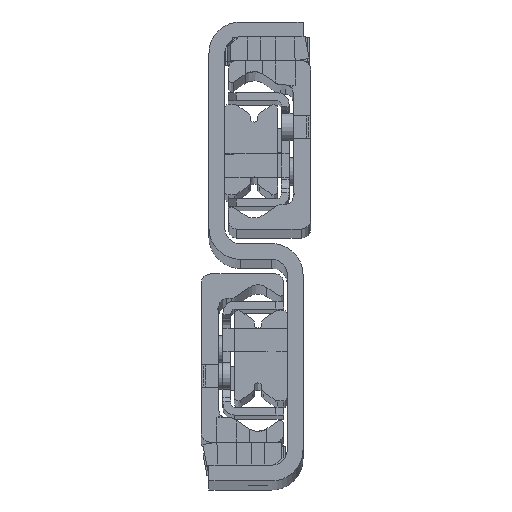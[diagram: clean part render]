
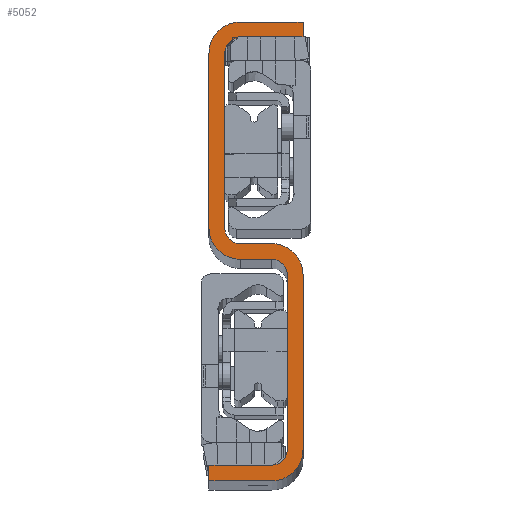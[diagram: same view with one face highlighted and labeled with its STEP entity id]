
A CAD part, top view. The second image highlights one B-rep face of the part: STEP entity #5052.
In plain terms, the highlighted planar face has unit normal (0, 0, 1).
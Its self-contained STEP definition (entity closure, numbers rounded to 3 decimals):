
#4054=CARTESIAN_POINT('',(24.,117.,1330.0));
#4055=VERTEX_POINT('',#4054);
#4056=CARTESIAN_POINT('',(24.,113.0,1330.0));
#4057=VERTEX_POINT('',#4056);
#4058=CARTESIAN_POINT('',(24.,117.,1330.0));
#4059=DIRECTION('',(0.0,-1.0,0.0));
#4060=VECTOR('',#4059,4.);
#4061=LINE('',#4058,#4060);
#4062=EDGE_CURVE('',#4055,#4057,#4061,.T.);
#4094=CARTESIAN_POINT('',(8.,113.0,1330.0));
#4095=VERTEX_POINT('',#4094);
#4096=CARTESIAN_POINT('',(24.,113.0,1330.0));
#4097=DIRECTION('',(-1.0,0.0,0.0));
#4098=VECTOR('',#4097,16.);
#4099=LINE('',#4096,#4098);
#4100=EDGE_CURVE('',#4057,#4095,#4099,.T.);
#4152=CARTESIAN_POINT('',(4.,109.,1330.0));
#4153=VERTEX_POINT('',#4152);
#4154=CARTESIAN_POINT('',(8.,109.,1330.0));
#4155=DIRECTION('',(0.0,0.0,1.0));
#4156=DIRECTION('',(0.0,-1.0,0.0));
#4157=AXIS2_PLACEMENT_3D('',#4154,#4155,#4156);
#4158=CIRCLE('',#4157,4.0);
#4159=EDGE_CURVE('',#4095,#4153,#4158,.T.);
#4185=CARTESIAN_POINT('',(4.,64.5,1330.0));
#4186=VERTEX_POINT('',#4185);
#4187=CARTESIAN_POINT('',(4.,109.,1330.0));
#4188=DIRECTION('',(0.0,-1.0,0.0));
#4189=VECTOR('',#4188,44.5);
#4190=LINE('',#4187,#4189);
#4191=EDGE_CURVE('',#4153,#4186,#4190,.T.);
#4267=CARTESIAN_POINT('',(8.,60.5,1330.0));
#4268=VERTEX_POINT('',#4267);
#4269=CARTESIAN_POINT('',(8.,64.5,1330.0));
#4270=DIRECTION('',(0.0,0.0,1.0));
#4271=DIRECTION('',(1.0,0.0,0.0));
#4272=AXIS2_PLACEMENT_3D('',#4269,#4270,#4271);
#4273=CIRCLE('',#4272,4.0);
#4274=EDGE_CURVE('',#4186,#4268,#4273,.T.);
#4300=CARTESIAN_POINT('',(16.,60.5,1330.0));
#4301=VERTEX_POINT('',#4300);
#4302=CARTESIAN_POINT('',(8.,60.5,1330.0));
#4303=DIRECTION('',(1.0,0.0,0.0));
#4304=VECTOR('',#4303,8.);
#4305=LINE('',#4302,#4304);
#4306=EDGE_CURVE('',#4268,#4301,#4305,.T.);
#4331=CARTESIAN_POINT('',(24.,52.5,1330.0));
#4332=VERTEX_POINT('',#4331);
#4333=CARTESIAN_POINT('',(16.,52.5,1330.0));
#4334=DIRECTION('',(0.0,0.0,-1.0));
#4335=DIRECTION('',(1.0,0.0,0.0));
#4336=AXIS2_PLACEMENT_3D('',#4333,#4334,#4335);
#4337=CIRCLE('',#4336,8.0);
#4338=EDGE_CURVE('',#4301,#4332,#4337,.T.);
#4364=CARTESIAN_POINT('',(24.,8.,1330.0));
#4365=VERTEX_POINT('',#4364);
#4366=CARTESIAN_POINT('',(24.,52.5,1330.0));
#4367=DIRECTION('',(0.0,-1.0,0.0));
#4368=VECTOR('',#4367,44.5);
#4369=LINE('',#4366,#4368);
#4370=EDGE_CURVE('',#4332,#4365,#4369,.T.);
#4446=CARTESIAN_POINT('',(16.0,0.,1330.0));
#4447=VERTEX_POINT('',#4446);
#4448=CARTESIAN_POINT('',(16.,8.,1330.0));
#4449=DIRECTION('',(0.0,0.0,-1.0));
#4450=DIRECTION('',(0.,-1.,0.0));
#4451=AXIS2_PLACEMENT_3D('',#4448,#4449,#4450);
#4452=CIRCLE('',#4451,8.0);
#4453=EDGE_CURVE('',#4365,#4447,#4452,.T.);
#4479=CARTESIAN_POINT('',(0.0,0.,1330.0));
#4480=VERTEX_POINT('',#4479);
#4481=CARTESIAN_POINT('',(16.0,0.,1330.0));
#4482=DIRECTION('',(-1.0,0.0,0.0));
#4483=VECTOR('',#4482,16.0);
#4484=LINE('',#4481,#4483);
#4485=EDGE_CURVE('',#4447,#4480,#4484,.T.);
#4537=CARTESIAN_POINT('',(0.0,4.0,1330.0));
#4538=VERTEX_POINT('',#4537);
#4539=CARTESIAN_POINT('',(0.0,0.,1330.0));
#4540=DIRECTION('',(0.0,1.0,0.0));
#4541=VECTOR('',#4540,4.);
#4542=LINE('',#4539,#4541);
#4543=EDGE_CURVE('',#4480,#4538,#4542,.T.);
#4568=CARTESIAN_POINT('',(16.,4.,1330.0));
#4569=VERTEX_POINT('',#4568);
#4570=CARTESIAN_POINT('',(0.0,4.0,1330.0));
#4571=DIRECTION('',(1.0,0.0,0.0));
#4572=VECTOR('',#4571,16.);
#4573=LINE('',#4570,#4572);
#4574=EDGE_CURVE('',#4538,#4569,#4573,.T.);
#4626=CARTESIAN_POINT('',(20.,8.,1330.0));
#4627=VERTEX_POINT('',#4626);
#4628=CARTESIAN_POINT('',(16.,8.,1330.0));
#4629=DIRECTION('',(0.0,0.0,1.0));
#4630=DIRECTION('',(0.0,1.0,0.0));
#4631=AXIS2_PLACEMENT_3D('',#4628,#4629,#4630);
#4632=CIRCLE('',#4631,4.0);
#4633=EDGE_CURVE('',#4569,#4627,#4632,.T.);
#4659=CARTESIAN_POINT('',(20.,52.5,1330.0));
#4660=VERTEX_POINT('',#4659);
#4661=CARTESIAN_POINT('',(20.,8.0,1330.0));
#4662=DIRECTION('',(0.0,1.0,0.0));
#4663=VECTOR('',#4662,44.5);
#4664=LINE('',#4661,#4663);
#4665=EDGE_CURVE('',#4627,#4660,#4664,.T.);
#4741=CARTESIAN_POINT('',(16.,56.5,1330.0));
#4742=VERTEX_POINT('',#4741);
#4743=CARTESIAN_POINT('',(16.,52.5,1330.0));
#4744=DIRECTION('',(0.0,0.0,1.0));
#4745=DIRECTION('',(-1.0,0.0,0.0));
#4746=AXIS2_PLACEMENT_3D('',#4743,#4744,#4745);
#4747=CIRCLE('',#4746,4.0);
#4748=EDGE_CURVE('',#4660,#4742,#4747,.T.);
#4774=CARTESIAN_POINT('',(8.0,56.5,1330.0));
#4775=VERTEX_POINT('',#4774);
#4776=CARTESIAN_POINT('',(16.,56.5,1330.0));
#4777=DIRECTION('',(-1.0,0.0,0.0));
#4778=VECTOR('',#4777,8.);
#4779=LINE('',#4776,#4778);
#4780=EDGE_CURVE('',#4742,#4775,#4779,.T.);
#4805=CARTESIAN_POINT('',(0.0,64.5,1330.0));
#4806=VERTEX_POINT('',#4805);
#4807=CARTESIAN_POINT('',(8.0,64.5,1330.0));
#4808=DIRECTION('',(0.0,0.0,-1.0));
#4809=DIRECTION('',(-1.0,0.0,0.0));
#4810=AXIS2_PLACEMENT_3D('',#4807,#4808,#4809);
#4811=CIRCLE('',#4810,8.0);
#4812=EDGE_CURVE('',#4775,#4806,#4811,.T.);
#4838=CARTESIAN_POINT('',(0.0,109.0,1330.0));
#4839=VERTEX_POINT('',#4838);
#4840=CARTESIAN_POINT('',(0.0,64.5,1330.0));
#4841=DIRECTION('',(0.0,1.0,0.0));
#4842=VECTOR('',#4841,44.5);
#4843=LINE('',#4840,#4842);
#4844=EDGE_CURVE('',#4806,#4839,#4843,.T.);
#4920=CARTESIAN_POINT('',(8.0,117.,1330.0));
#4921=VERTEX_POINT('',#4920);
#4922=CARTESIAN_POINT('',(8.0,109.0,1330.0));
#4923=DIRECTION('',(0.0,0.0,-1.0));
#4924=DIRECTION('',(0.0,1.0,0.0));
#4925=AXIS2_PLACEMENT_3D('',#4922,#4923,#4924);
#4926=CIRCLE('',#4925,8.0);
#4927=EDGE_CURVE('',#4839,#4921,#4926,.T.);
#4953=CARTESIAN_POINT('',(8.0,117.,1330.0));
#4954=DIRECTION('',(1.0,0.0,0.0));
#4955=VECTOR('',#4954,16.);
#4956=LINE('',#4953,#4955);
#4957=EDGE_CURVE('',#4921,#4055,#4956,.T.);
#5025=CARTESIAN_POINT('',(12.,58.5,1330.0));
#5026=DIRECTION('',(0.0,0.0,1.0));
#5027=DIRECTION('',(1.0,0.0,0.0));
#5028=AXIS2_PLACEMENT_3D('',#5025,#5026,#5027);
#5029=PLANE('',#5028);
#5030=ORIENTED_EDGE('',*,*,#4062,.F.);
#5031=ORIENTED_EDGE('',*,*,#4957,.F.);
#5032=ORIENTED_EDGE('',*,*,#4927,.F.);
#5033=ORIENTED_EDGE('',*,*,#4844,.F.);
#5034=ORIENTED_EDGE('',*,*,#4812,.F.);
#5035=ORIENTED_EDGE('',*,*,#4780,.F.);
#5036=ORIENTED_EDGE('',*,*,#4748,.F.);
#5037=ORIENTED_EDGE('',*,*,#4665,.F.);
#5038=ORIENTED_EDGE('',*,*,#4633,.F.);
#5039=ORIENTED_EDGE('',*,*,#4574,.F.);
#5040=ORIENTED_EDGE('',*,*,#4543,.F.);
#5041=ORIENTED_EDGE('',*,*,#4485,.F.);
#5042=ORIENTED_EDGE('',*,*,#4453,.F.);
#5043=ORIENTED_EDGE('',*,*,#4370,.F.);
#5044=ORIENTED_EDGE('',*,*,#4338,.F.);
#5045=ORIENTED_EDGE('',*,*,#4306,.F.);
#5046=ORIENTED_EDGE('',*,*,#4274,.F.);
#5047=ORIENTED_EDGE('',*,*,#4191,.F.);
#5048=ORIENTED_EDGE('',*,*,#4159,.F.);
#5049=ORIENTED_EDGE('',*,*,#4100,.F.);
#5050=EDGE_LOOP('',(#5030,#5031,#5032,#5033,#5034,#5035,#5036,#5037,#5038,#5039,#5040,#5041,#5042,#5043,#5044,#5045,#5046,#5047,#5048,#5049));
#5051=FACE_OUTER_BOUND('',#5050,.T.);
#5052=ADVANCED_FACE('',(#5051),#5029,.T.);
